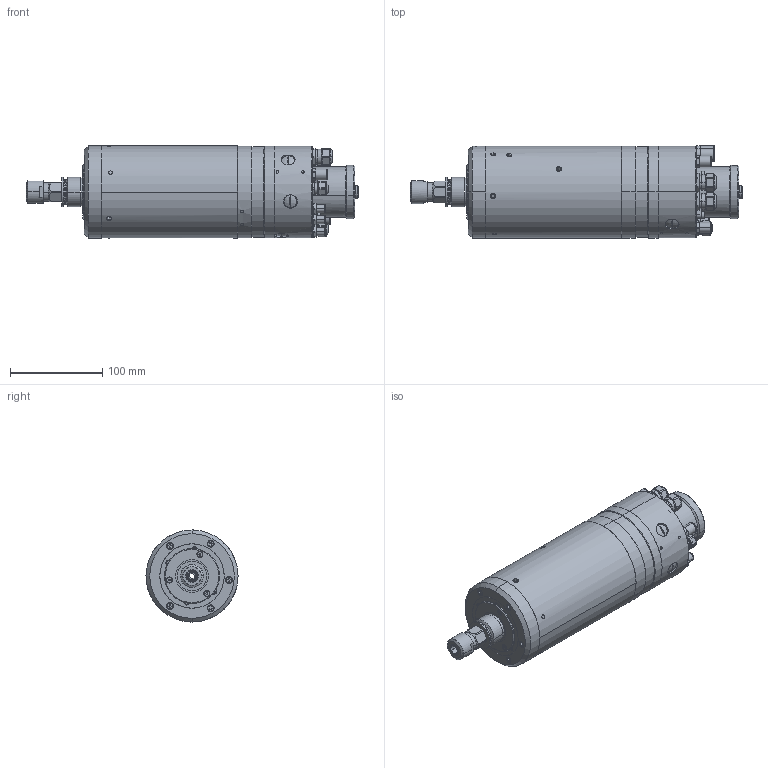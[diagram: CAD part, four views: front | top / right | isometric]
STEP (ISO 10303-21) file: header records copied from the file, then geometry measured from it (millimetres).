
FILE_DESCRIPTION (( 'STEP AP203' ), '1' );
FILE_NAME ('100AI50HK-00-.STEP', '2012-10-11T11:35:36', ( '' ), ( '' ), 'SwSTEP 2.0', 'SolidWorks 2012', '' );
FILE_SCHEMA (( 'CONFIG_CONTROL_DESIGN' ));
Length unit declared in the file: millimetre
Products named in the file (1): 100AI50HK-00-
Bounding box: 360.86 x 100.1 x 100.05 mm (x, y, z)
Surface area: 148039.5 mm2 (no closed solid volume)
Topology: 0 solids, 98 shells, 865 faces, 2676 edges, 1907 vertices
Faces by surface type: plane 353, cylinder 325, cone 117, torus 64, sphere 6
Entity records: 32440 total; most frequent: CARTESIAN_POINT 7877, DIRECTION 5566, ORIENTED_EDGE 4247, EDGE_CURVE 2660, AXIS2_PLACEMENT_3D 2179, VERTEX_POINT 1907, CIRCLE 1313, LINE 1208
